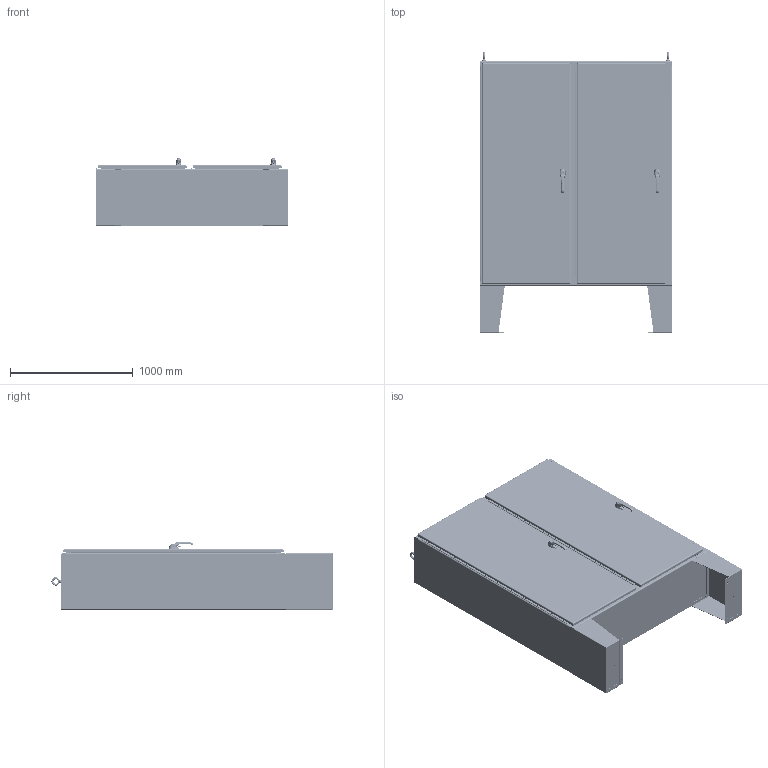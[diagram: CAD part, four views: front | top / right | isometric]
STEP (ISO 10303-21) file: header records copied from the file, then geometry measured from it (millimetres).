
FILE_DESCRIPTION(/* description */ ('WA_X_SSN4, FLOOR MOUNT, DISC., 304 S.S., 72X61X18'),/* implementation_level */ '2;1');
FILE_NAME(/* name */ 'WA72X6118SSN4.stp',/* time_stamp */ '2021-01-23T08:01:05-06:00',/* author */ ('kadelman'),/* organization */ (''),/* preprocessor_version */ 'ST-DEVELOPER v18.1',/* originating_system */ 'Autodesk Inventor 2020',/* authorisation */ '');
FILE_SCHEMA (('AUTOMOTIVE_DESIGN { 1 0 10303 214 3 1 1 }'));
Products named in the file (122): WA72X6118SSN4; WA72X6118SSN4BLR; WAX6118SSN4TOP; WAX6118SSN4BTM; WA72XSSN4MR; HFW332010; HFW332010S; HFW12085; HFW388191; HFW332014; HFW332009; HFW332003; HFW332004; HFW332007; HFW332008; HFW332013; HFW332008S; WA72XSSN4RML; WA72XSSN4MLR; HFW303135; 31431; HFW332015; HFW332012; HFW332001; HFW332001-1; HFWS332001-2; 30234; 34932; HFW332011; HFW303136; HFW316407_COMPRESSED; FUN00129; WAX18SSN4LEA; 30221; 316298; HFW3026; 349131; 38714; WA72X61SSN4LDR; HFW32436_ASSM ...
Assembly tree (213 placements, depth 6):
  WA72X6118SSN4
    WA72X6118SSN4BLR
    WAX6118SSN4TOP
    WAX6118SSN4BTM
    WA72XSSN4MR
      HFW332010
        HFW332010S
        HFW12085
        HFW388191
      HFW332014
      HFW332009
      HFW332012  x2
      HFW332015  x2
      HFW332003
      HFW332004
      HFW332007
      HFW332008
        HFW332013
        HFW332008S
      WA72XSSN4RML
      WA72XSSN4MLR
      HFW303135  x2
      3881
      31431  x6
      HFW332001
        HFW332001-1
        HFWS332001-2
      30234
      HFW3762
      34929
      34932
      34920  x6
      3905
      HFW332011  x2
    HFW303136  x2
    HFW316407_COMPRESSED  x2
    FUN00129
    WAX18SSN4LEA  x2
    30221  x8
    316298  x2
    HFW3026  x2
    349131  x2
    38714  x2
    WA72X61SSN4LDR
      WA72X61SSN4DR
      LARGE_DOOR_ROD_ASSM-37027
        HFW31712
          1091-903_AF0
            1091-903_AF0_1
            1091-903_AF0_2
          PLASTIC-ROLLER-CAM_AF0_ASM
            PLASTIC-ROLLER-CAM_AF1
            7379-M6-8X25_AF0
            LOCK-NUT_AF0
          SUPPORT-ROLL_AF0
          1091-BR11_AF0
        37027  x2
        ANSI B18.6.3 - 3/8-16 UNC - 1.75  x2
        HFW3762  x4
        31215  x2
Bounding box: 1568.45 x 2292.26 x 549.68 mm (x, y, z)
Volume: 33773163.7 mm3; surface area: 24481245.7 mm2
Topology: 230 solids, 230 shells, 10512 faces, 27183 edges, 17211 vertices
Faces by surface type: plane 4498, cylinder 3440, bspline 1165, torus 648, cone 491, sphere 270
Full cylindrical faces by diameter (mm): 1.5 x4, 1.587 x1, 2 x1, 2.2 x1, 2.5 x2, 3 x5, 3.1 x4, 3.15 x2, 3.175 x2, 3.5 x6, 3.9 x2, 3.962 x6, 3.969 x8, 4 x1, 4.2 x4, 4.5 x4, 4.762 x1, 4.773 x4, 4.825 x40, 4.978 x5, 5 x11, 5.105 x79, 5.16 x40, 5.2 x1, 5.4 x6, 6 x10, 6.075 x56, 6.128 x4, 6.172 x4, 6.35 x80
Entity records: 233102 total; most frequent: CARTESIAN_POINT 112298, DIRECTION 24325, ORIENTED_EDGE 24236, EDGE_CURVE 12118, AXIS2_PLACEMENT_3D 9119, VERTEX_POINT 7574, LINE 6087, VECTOR 6087
